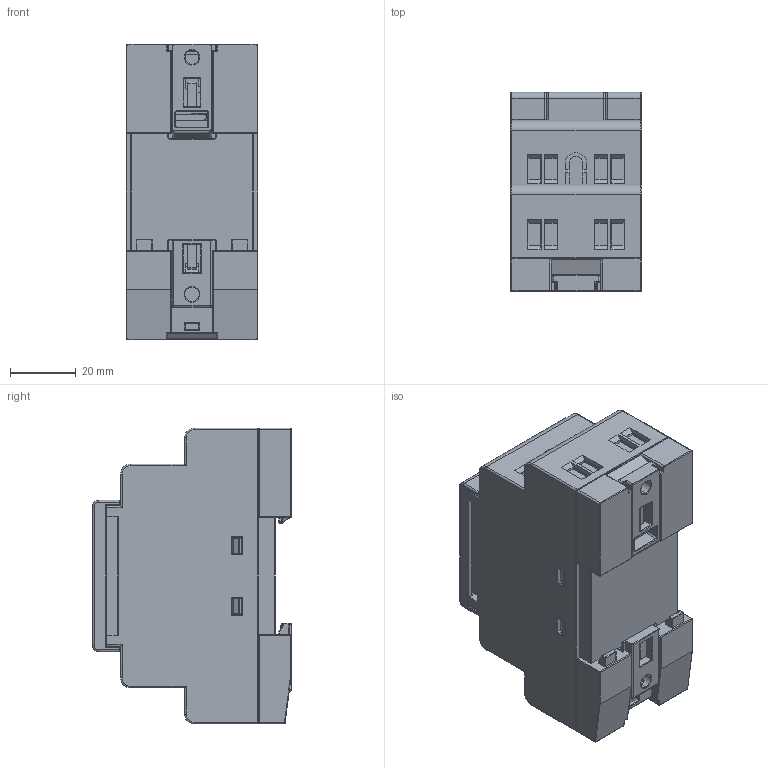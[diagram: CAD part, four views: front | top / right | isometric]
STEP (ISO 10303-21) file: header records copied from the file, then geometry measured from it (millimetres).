
FILE_DESCRIPTION (( 'STEP AP203' ), '1' );
FILE_NAME ('PLR-430-EMC-RS485I-0DC-00.STEP', '2025-06-25T13:54:03', ( '' ), ( '' ), 'SwSTEP 2.0', 'SolidWorks 2022', '' );
FILE_SCHEMA (( 'CONFIG_CONTROL_DESIGN' ));
Length unit declared in the file: millimetre
Products named in the file (1): PLR-430-EMC-RS485I-0DC-00
Bounding box: 40 x 60.5 x 90 mm (x, y, z)
Volume: 172516.1 mm3; surface area: 29339.9 mm2
Topology: 3 solids, 4 shells, 1248 faces, 3085 edges, 1826 vertices
Faces by surface type: plane 596, cylinder 424, torus 108, sphere 67, bspline 53
Entity records: 38593 total; most frequent: CARTESIAN_POINT 9561, ORIENTED_EDGE 6048, DIRECTION 5993, EDGE_CURVE 3024, AXIS2_PLACEMENT_3D 2002, VECTOR 1989, LINE 1989, VERTEX_POINT 1826
